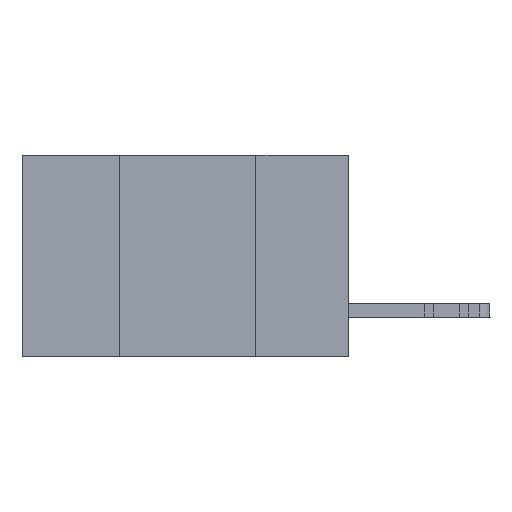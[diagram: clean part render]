
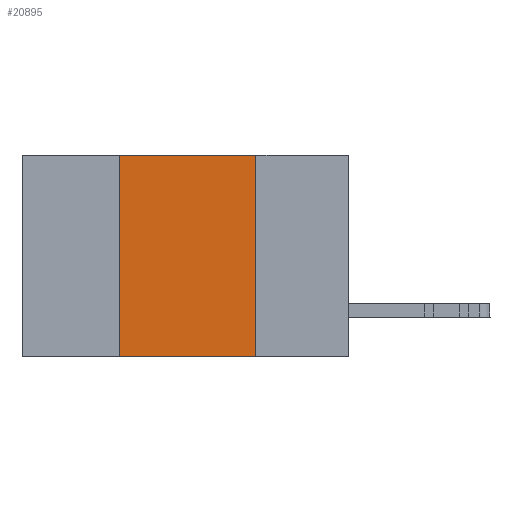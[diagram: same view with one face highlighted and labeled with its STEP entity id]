
A CAD part, left-side view. The second image highlights one B-rep face of the part: STEP entity #20895.
In plain terms, the highlighted planar face has unit normal (-1, 0, 0).
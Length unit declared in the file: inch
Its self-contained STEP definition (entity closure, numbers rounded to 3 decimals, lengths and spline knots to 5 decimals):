
#652 = VECTOR ( 'NONE', #4584, 39.37008 ) ;
#735 = DIRECTION ( 'NONE',  ( 0., 0., 1. ) ) ;
#1383 = LINE ( 'NONE', #20461, #652 ) ;
#1395 = ORIENTED_EDGE ( 'NONE', *, *, #7508, .T. ) ;
#1729 = CARTESIAN_POINT ( 'NONE',  ( 0., 0.6, 0. ) ) ;
#3041 = CARTESIAN_POINT ( 'NONE',  ( 0., 0.42, -0.37 ) ) ;
#4064 = DIRECTION ( 'NONE',  ( 0., 0., -1. ) ) ;
#4584 = DIRECTION ( 'NONE',  ( 0., -1., 0. ) ) ;
#4846 = CARTESIAN_POINT ( 'NONE',  ( 0., 0.17, -0.37 ) ) ;
#7508 = EDGE_CURVE ( 'NONE', #28035, #17724, #1383, .T. ) ;
#7537 = VECTOR ( 'NONE', #11183, 39.37008 ) ;
#8248 = AXIS2_PLACEMENT_3D ( 'NONE', #1729, #17661, #4064 ) ;
#9033 = EDGE_CURVE ( 'NONE', #28035, #11793, #9423, .T. ) ;
#9423 = LINE ( 'NONE', #12157, #26898 ) ;
#10586 = EDGE_CURVE ( 'NONE', #26961, #17724, #26440, .T. ) ;
#11082 = CARTESIAN_POINT ( 'NONE',  ( 0., 0.17, 0. ) ) ;
#11157 = LINE ( 'NONE', #21710, #28497 ) ;
#11183 = DIRECTION ( 'NONE',  ( 0., 0., -1. ) ) ;
#11793 = VERTEX_POINT ( 'NONE', #25481 ) ;
#12157 = CARTESIAN_POINT ( 'NONE',  ( 0., 0.42, 0. ) ) ;
#14481 = CARTESIAN_POINT ( 'NONE',  ( 0., 0.17, 0. ) ) ;
#16744 = ORIENTED_EDGE ( 'NONE', *, *, #10586, .F. ) ;
#17661 = DIRECTION ( 'NONE',  ( 1., 0., 0. ) ) ;
#17724 = VERTEX_POINT ( 'NONE', #4846 ) ;
#18171 = EDGE_LOOP ( 'NONE', ( #16744, #28743, #23510, #1395 ) ) ;
#20461 = CARTESIAN_POINT ( 'NONE',  ( 0., 0.6, -0.37 ) ) ;
#20895 = ADVANCED_FACE ( 'NONE', ( #29299 ), #26750, .F. ) ;
#21710 = CARTESIAN_POINT ( 'NONE',  ( 0., 0.6, 0. ) ) ;
#22654 = EDGE_CURVE ( 'NONE', #11793, #26961, #11157, .T. ) ;
#23510 = ORIENTED_EDGE ( 'NONE', *, *, #9033, .F. ) ;
#23958 = DIRECTION ( 'NONE',  ( 0., -1., 0. ) ) ;
#25481 = CARTESIAN_POINT ( 'NONE',  ( 0., 0.42, 0. ) ) ;
#26440 = LINE ( 'NONE', #11082, #7537 ) ;
#26750 = PLANE ( 'NONE',  #8248 ) ;
#26898 = VECTOR ( 'NONE', #735, 39.37008 ) ;
#26961 = VERTEX_POINT ( 'NONE', #14481 ) ;
#28035 = VERTEX_POINT ( 'NONE', #3041 ) ;
#28497 = VECTOR ( 'NONE', #23958, 39.37008 ) ;
#28743 = ORIENTED_EDGE ( 'NONE', *, *, #22654, .F. ) ;
#29299 = FACE_OUTER_BOUND ( 'NONE', #18171, .T. ) ;
